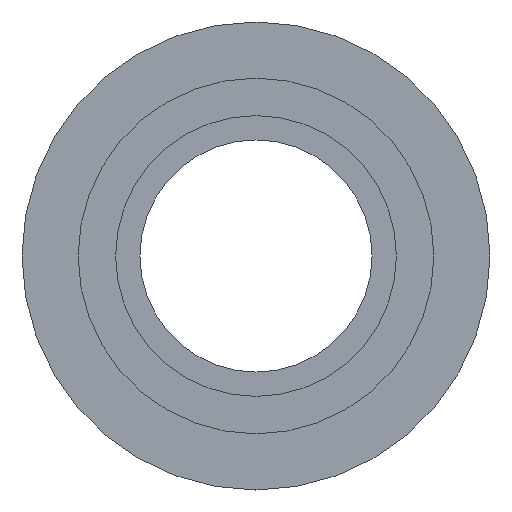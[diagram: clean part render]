
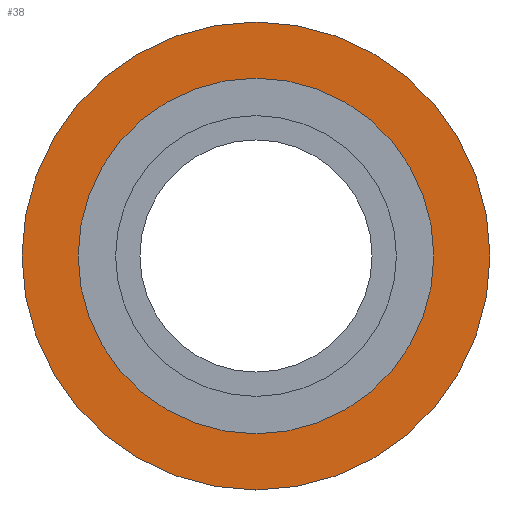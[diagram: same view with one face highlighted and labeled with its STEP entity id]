
A CAD part, left-side view. The second image highlights one B-rep face of the part: STEP entity #38.
In plain terms, the highlighted planar face has unit normal (-1, 0, 0).
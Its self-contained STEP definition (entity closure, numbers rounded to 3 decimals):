
#21=FACE_BOUND('',#68,.F.);
#25=PLANE('',#289);
#38=ADVANCED_FACE('',(#21,#52),#25,.T.);
#52=FACE_OUTER_BOUND('',#69,.F.);
#68=EDGE_LOOP('',(#117,#118));
#69=EDGE_LOOP('',(#119,#120));
#117=ORIENTED_EDGE('',*,*,#192,.T.);
#118=ORIENTED_EDGE('',*,*,#173,.T.);
#119=ORIENTED_EDGE('',*,*,#191,.F.);
#120=ORIENTED_EDGE('',*,*,#172,.F.);
#172=EDGE_CURVE('',#220,#219,#200,.T.);
#173=EDGE_CURVE('',#218,#217,#201,.T.);
#191=EDGE_CURVE('',#219,#220,#209,.T.);
#192=EDGE_CURVE('',#217,#218,#210,.T.);
#200=CIRCLE('',#265,62.5);
#201=CIRCLE('',#266,47.5);
#209=CIRCLE('',#274,62.5);
#210=CIRCLE('',#275,47.5);
#217=VERTEX_POINT('',#382);
#218=VERTEX_POINT('',#383);
#219=VERTEX_POINT('',#384);
#220=VERTEX_POINT('',#385);
#265=AXIS2_PLACEMENT_3D('',#401,#308,#309);
#266=AXIS2_PLACEMENT_3D('',#402,#310,#311);
#274=AXIS2_PLACEMENT_3D('',#420,#336,#337);
#275=AXIS2_PLACEMENT_3D('',#421,#338,#339);
#289=AXIS2_PLACEMENT_3D('',#435,#366,#367);
#308=DIRECTION('',(-1.,0.,0.));
#309=DIRECTION('',(0.,-1.,0.));
#310=DIRECTION('',(-1.,0.,0.));
#311=DIRECTION('',(0.,-1.,0.));
#336=DIRECTION('',(-1.,0.,0.));
#337=DIRECTION('',(0.,1.,0.));
#338=DIRECTION('',(-1.,0.,0.));
#339=DIRECTION('',(0.,1.,0.));
#366=DIRECTION('',(-1.,0.,0.));
#367=DIRECTION('',(0.,0.,1.));
#382=CARTESIAN_POINT('',(56.304,47.5,0.));
#383=CARTESIAN_POINT('',(56.304,-47.5,0.));
#384=CARTESIAN_POINT('',(56.304,62.5,0.));
#385=CARTESIAN_POINT('',(56.304,-62.5,0.));
#401=CARTESIAN_POINT('',(56.304,0.,0.));
#402=CARTESIAN_POINT('',(56.304,0.,0.));
#420=CARTESIAN_POINT('',(56.304,0.,0.));
#421=CARTESIAN_POINT('',(56.304,0.,0.));
#435=CARTESIAN_POINT('',(56.304,-63.75,-63.75));
